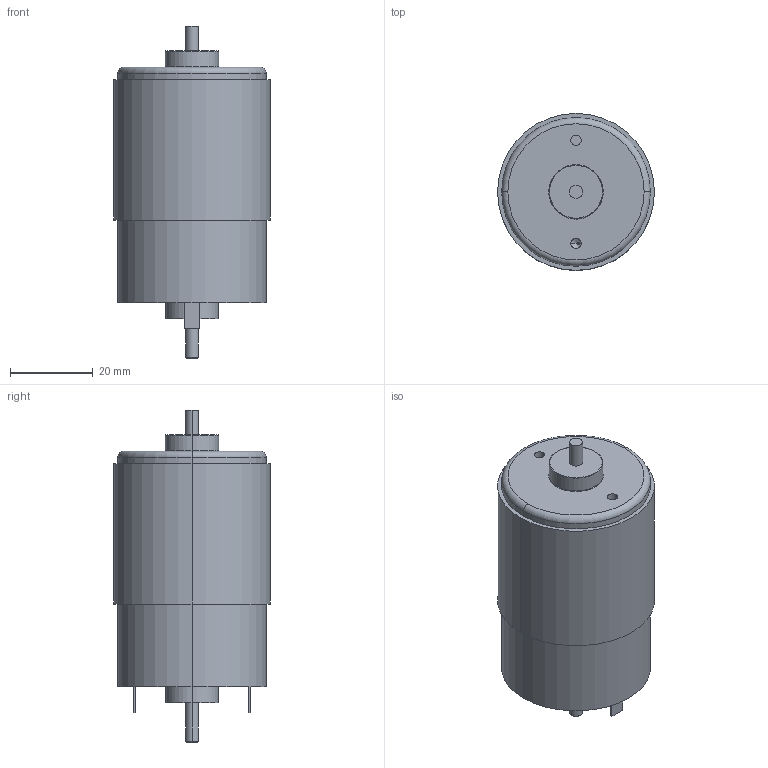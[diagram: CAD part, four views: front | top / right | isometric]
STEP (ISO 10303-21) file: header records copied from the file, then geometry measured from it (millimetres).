
FILE_DESCRIPTION (( 'STEP AP214' ), '1' );
FILE_NAME ('am-3104_ne NeveRest Motor No Encoder.STEP', '2018-08-14T15:22:50', ( '' ), ( '' ), 'SwSTEP 2.0', 'SolidWorks 2018', '' );
FILE_SCHEMA (( 'AUTOMOTIVE_DESIGN' ));
Length unit declared in the file: millimetre
Products named in the file (1): am-3104_ne NeveRest Motor No Encoder
Bounding box: 38 x 38 x 80.42 mm (x, y, z)
Volume: 63040.1 mm3; surface area: 9491.3 mm2
Topology: 1 solids, 1 shells, 47 faces, 98 edges, 61 vertices
Faces by surface type: plane 19, cylinder 18, torus 6, cone 4
Entity records: 1656 total; most frequent: DIRECTION 242, CARTESIAN_POINT 205, ORIENTED_EDGE 192, AXIS2_PLACEMENT_3D 98, EDGE_CURVE 96, VERTEX_POINT 61, EDGE_LOOP 57, CIRCLE 50
